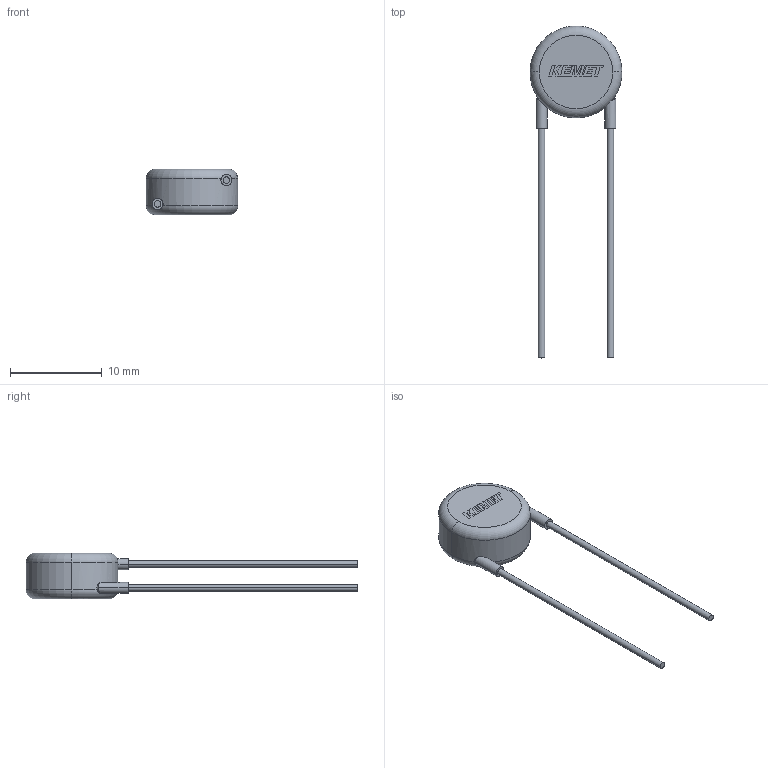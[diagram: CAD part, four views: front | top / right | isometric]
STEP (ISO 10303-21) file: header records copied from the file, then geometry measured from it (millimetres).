
FILE_DESCRIPTION (( 'STEP AP214' ), '1' );
FILE_NAME ('CCD_KST_10X5_D10T5S7.5LL25F0.7V2.1.STEP', '2024-05-06T21:44:34', ( '' ), ( '' ), 'SwSTEP 2.0', 'SolidWorks 2021', '' );
FILE_SCHEMA (( 'AUTOMOTIVE_DESIGN' ));
Length unit declared in the file: millimetre
Products named in the file (1): CCD_KST_10X5_D10T5S7.5LL25F0.7V2.1
Bounding box: 10 x 36.12 x 5 mm (x, y, z)
Volume: 405.5 mm3; surface area: 425.3 mm2
Topology: 4 solids, 4 shells, 80 faces, 205 edges, 135 vertices
Faces by surface type: plane 63, cylinder 13, torus 4
Entity records: 3311 total; most frequent: CARTESIAN_POINT 496, ORIENTED_EDGE 410, DIRECTION 378, EDGE_CURVE 205, LINE 164, VECTOR 164, VERTEX_POINT 135, AXIS2_PLACEMENT_3D 107
